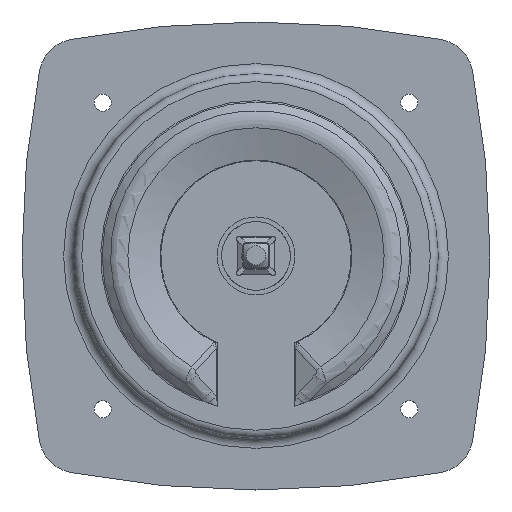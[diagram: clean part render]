
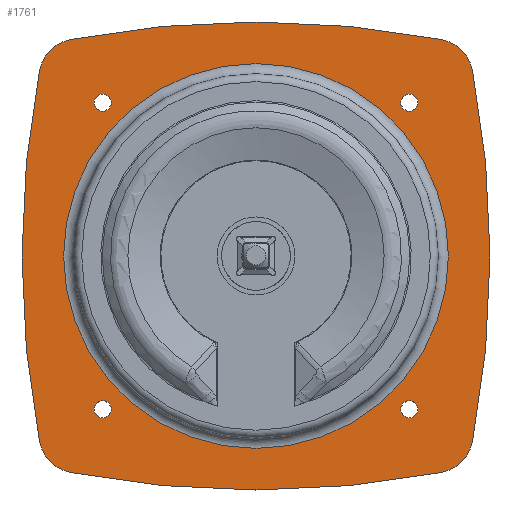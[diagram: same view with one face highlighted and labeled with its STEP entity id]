
A CAD part, top view. The second image highlights one B-rep face of the part: STEP entity #1761.
In plain terms, the highlighted planar face has unit normal (0, 0, 1).
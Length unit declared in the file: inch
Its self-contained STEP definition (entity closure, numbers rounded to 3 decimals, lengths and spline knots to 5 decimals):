
#90=CARTESIAN_POINT('',(2.07615,-1.96665,0.042));
#91=VERTEX_POINT('',#90);
#92=CARTESIAN_POINT('',(1.96665,-1.96665,0.042));
#93=DIRECTION('',(0.0,0.0,-1.0));
#94=DIRECTION('',(-1.0,0.0,0.0));
#95=AXIS2_PLACEMENT_3D('',#92,#93,#94);
#96=CIRCLE('',#95,0.1095);
#97=EDGE_CURVE('',#91,#91,#96,.T.);
#118=CARTESIAN_POINT('',(-1.85715,-1.96665,0.042));
#119=VERTEX_POINT('',#118);
#120=CARTESIAN_POINT('',(-1.96665,-1.96665,0.042));
#121=DIRECTION('',(0.0,0.0,-1.0));
#122=DIRECTION('',(-1.0,0.0,0.0));
#123=AXIS2_PLACEMENT_3D('',#120,#121,#122);
#124=CIRCLE('',#123,0.1095);
#125=EDGE_CURVE('',#119,#119,#124,.T.);
#146=CARTESIAN_POINT('',(-1.85715,1.96665,0.042));
#147=VERTEX_POINT('',#146);
#148=CARTESIAN_POINT('',(-1.96665,1.96665,0.042));
#149=DIRECTION('',(0.0,0.0,-1.0));
#150=DIRECTION('',(-1.0,0.0,0.0));
#151=AXIS2_PLACEMENT_3D('',#148,#149,#150);
#152=CIRCLE('',#151,0.1095);
#153=EDGE_CURVE('',#147,#147,#152,.T.);
#174=CARTESIAN_POINT('',(2.07615,1.96665,0.042));
#175=VERTEX_POINT('',#174);
#176=CARTESIAN_POINT('',(1.96665,1.96665,0.042));
#177=DIRECTION('',(0.0,0.0,-1.0));
#178=DIRECTION('',(-1.0,0.0,0.0));
#179=AXIS2_PLACEMENT_3D('',#176,#177,#178);
#180=CIRCLE('',#179,0.1095);
#181=EDGE_CURVE('',#175,#175,#180,.T.);
#202=CARTESIAN_POINT('',(-2.37781,-2.77529,0.042));
#203=VERTEX_POINT('',#202);
#210=CARTESIAN_POINT('',(-2.77529,-2.37781,0.042));
#211=VERTEX_POINT('',#210);
#212=CARTESIAN_POINT('',(-2.28414,-2.28414,0.042));
#213=DIRECTION('',(0.0,0.0,-1.0));
#214=DIRECTION('',(0.982,0.187,0.0));
#215=AXIS2_PLACEMENT_3D('',#212,#213,#214);
#216=CIRCLE('',#215,0.5);
#217=EDGE_CURVE('',#203,#211,#216,.T.);
#242=CARTESIAN_POINT('',(2.37781,-2.77529,0.042));
#243=VERTEX_POINT('',#242);
#250=CARTESIAN_POINT('',(0.0,9.6927,0.042));
#251=DIRECTION('',(0.0,0.0,-1.0));
#252=DIRECTION('',(0.187,0.982,0.0));
#253=AXIS2_PLACEMENT_3D('',#250,#251,#252);
#254=CIRCLE('',#253,12.6927);
#255=EDGE_CURVE('',#243,#203,#254,.T.);
#275=CARTESIAN_POINT('',(2.77529,-2.37781,0.042));
#276=VERTEX_POINT('',#275);
#283=CARTESIAN_POINT('',(2.28414,-2.28414,0.042));
#284=DIRECTION('',(0.0,0.0,-1.0));
#285=DIRECTION('',(-0.187,0.982,0.0));
#286=AXIS2_PLACEMENT_3D('',#283,#284,#285);
#287=CIRCLE('',#286,0.5);
#288=EDGE_CURVE('',#276,#243,#287,.T.);
#308=CARTESIAN_POINT('',(2.77529,2.37781,0.042));
#309=VERTEX_POINT('',#308);
#316=CARTESIAN_POINT('',(-9.6927,0.0,0.042));
#317=DIRECTION('',(0.0,0.0,-1.0));
#318=DIRECTION('',(-0.982,0.187,0.0));
#319=AXIS2_PLACEMENT_3D('',#316,#317,#318);
#320=CIRCLE('',#319,12.6927);
#321=EDGE_CURVE('',#309,#276,#320,.T.);
#341=CARTESIAN_POINT('',(2.37781,2.77529,0.042));
#342=VERTEX_POINT('',#341);
#349=CARTESIAN_POINT('',(2.28414,2.28414,0.042));
#350=DIRECTION('',(0.0,0.0,-1.0));
#351=DIRECTION('',(-0.982,-0.187,0.0));
#352=AXIS2_PLACEMENT_3D('',#349,#350,#351);
#353=CIRCLE('',#352,0.5);
#354=EDGE_CURVE('',#342,#309,#353,.T.);
#374=CARTESIAN_POINT('',(-2.37781,2.77529,0.042));
#375=VERTEX_POINT('',#374);
#382=CARTESIAN_POINT('',(0.0,-9.6927,0.042));
#383=DIRECTION('',(0.0,0.0,-1.0));
#384=DIRECTION('',(-0.187,-0.982,0.0));
#385=AXIS2_PLACEMENT_3D('',#382,#383,#384);
#386=CIRCLE('',#385,12.6927);
#387=EDGE_CURVE('',#375,#342,#386,.T.);
#407=CARTESIAN_POINT('',(-2.77529,2.37781,0.042));
#408=VERTEX_POINT('',#407);
#415=CARTESIAN_POINT('',(-2.28414,2.28414,0.042));
#416=DIRECTION('',(0.0,0.0,-1.0));
#417=DIRECTION('',(0.187,-0.982,0.0));
#418=AXIS2_PLACEMENT_3D('',#415,#416,#417);
#419=CIRCLE('',#418,0.5);
#420=EDGE_CURVE('',#408,#375,#419,.T.);
#439=CARTESIAN_POINT('',(9.6927,0.0,0.042));
#440=DIRECTION('',(0.0,0.0,-1.0));
#441=DIRECTION('',(0.982,-0.187,0.0));
#442=AXIS2_PLACEMENT_3D('',#439,#440,#441);
#443=CIRCLE('',#442,12.6927);
#444=EDGE_CURVE('',#211,#408,#443,.T.);
#1719=CARTESIAN_POINT('',(2.467,0.,0.042));
#1720=VERTEX_POINT('',#1719);
#1721=CARTESIAN_POINT('',(0.0,0.0,0.042));
#1722=DIRECTION('',(0.0,0.0,1.0));
#1723=DIRECTION('',(-1.0,0.0,0.0));
#1724=AXIS2_PLACEMENT_3D('',#1721,#1722,#1723);
#1725=CIRCLE('',#1724,2.467);
#1726=EDGE_CURVE('',#1720,#1720,#1725,.T.);
#1731=CARTESIAN_POINT('',(0.,-0.47,0.042));
#1732=DIRECTION('',(0.0,0.0,1.0));
#1733=DIRECTION('',(1.0,0.0,0.0));
#1734=AXIS2_PLACEMENT_3D('',#1731,#1732,#1733);
#1735=PLANE('',#1734);
#1736=ORIENTED_EDGE('',*,*,#288,.F.);
#1737=ORIENTED_EDGE('',*,*,#321,.F.);
#1738=ORIENTED_EDGE('',*,*,#354,.F.);
#1739=ORIENTED_EDGE('',*,*,#387,.F.);
#1740=ORIENTED_EDGE('',*,*,#420,.F.);
#1741=ORIENTED_EDGE('',*,*,#444,.F.);
#1742=ORIENTED_EDGE('',*,*,#217,.F.);
#1743=ORIENTED_EDGE('',*,*,#255,.F.);
#1744=EDGE_LOOP('',(#1736,#1737,#1738,#1739,#1740,#1741,#1742,#1743));
#1745=FACE_OUTER_BOUND('',#1744,.T.);
#1746=ORIENTED_EDGE('',*,*,#97,.T.);
#1747=EDGE_LOOP('',(#1746));
#1748=FACE_BOUND('',#1747,.T.);
#1749=ORIENTED_EDGE('',*,*,#125,.T.);
#1750=EDGE_LOOP('',(#1749));
#1751=FACE_BOUND('',#1750,.T.);
#1752=ORIENTED_EDGE('',*,*,#153,.T.);
#1753=EDGE_LOOP('',(#1752));
#1754=FACE_BOUND('',#1753,.T.);
#1755=ORIENTED_EDGE('',*,*,#181,.T.);
#1756=EDGE_LOOP('',(#1755));
#1757=FACE_BOUND('',#1756,.T.);
#1758=ORIENTED_EDGE('',*,*,#1726,.F.);
#1759=EDGE_LOOP('',(#1758));
#1760=FACE_BOUND('',#1759,.T.);
#1761=ADVANCED_FACE('',(#1745,#1748,#1751,#1754,#1757,#1760),#1735,.T.);
